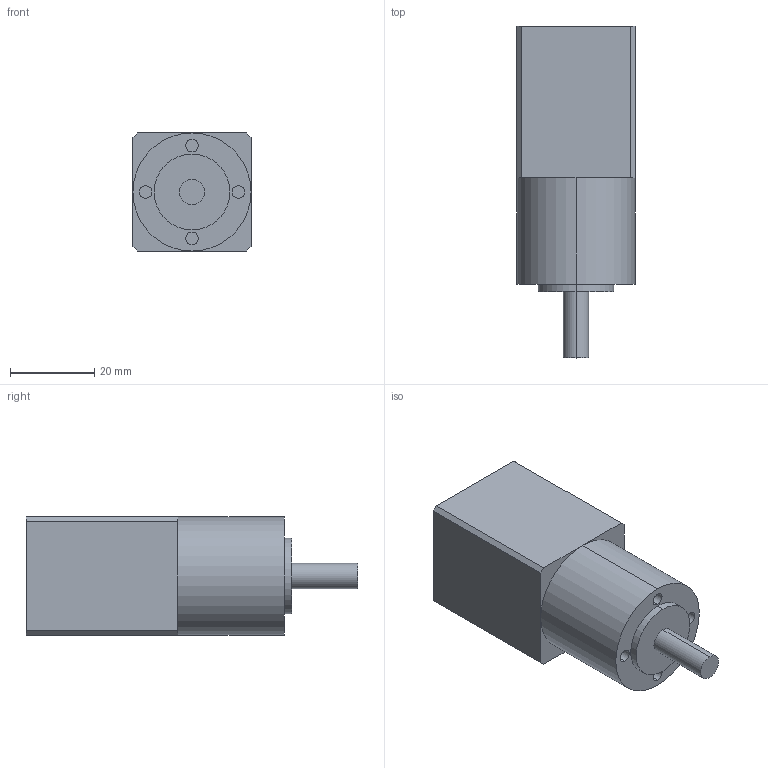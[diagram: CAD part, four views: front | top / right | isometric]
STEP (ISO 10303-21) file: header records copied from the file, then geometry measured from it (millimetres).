
FILE_DESCRIPTION (( 'STEP AP214' ), '1' );
FILE_NAME ('Nema11_planetary.STEP', '2017-04-12T13:08:00', ( '' ), ( '' ), 'SwSTEP 2.0', 'SolidWorks 2015', '' );
FILE_SCHEMA (( 'AUTOMOTIVE_DESIGN' ));
Length unit declared in the file: millimetre
Products named in the file (1): Nema11_planetary
Bounding box: 28 x 78.7 x 28 mm (x, y, z)
Volume: 44288.2 mm3; surface area: 8503.1 mm2
Topology: 1 solids, 1 shells, 34 faces, 72 edges, 46 vertices
Faces by surface type: plane 20, cylinder 14
Entity records: 952 total; most frequent: DIRECTION 172, CARTESIAN_POINT 153, ORIENTED_EDGE 144, EDGE_CURVE 72, AXIS2_PLACEMENT_3D 65, VERTEX_POINT 46, LINE 42, VECTOR 42
